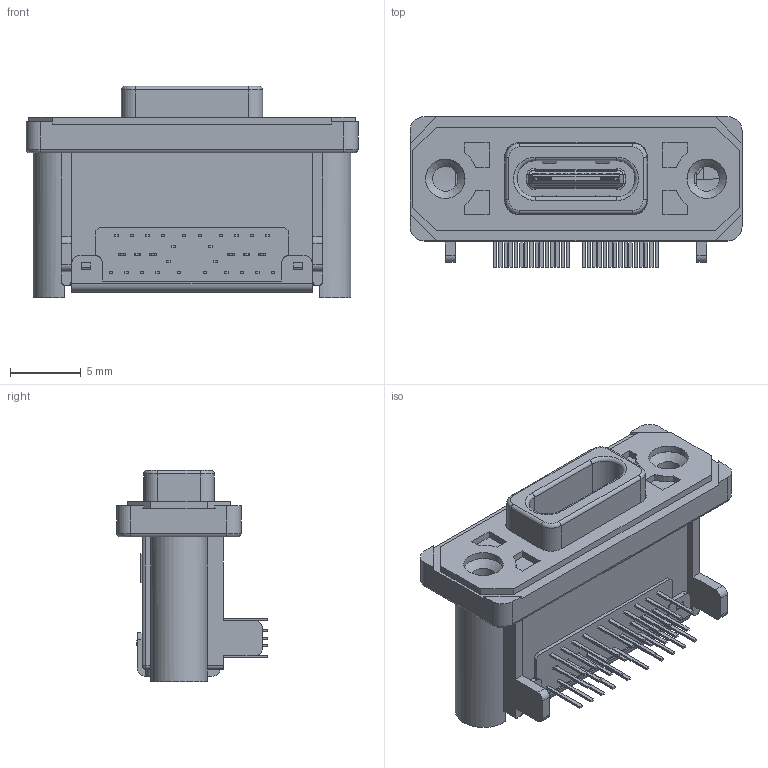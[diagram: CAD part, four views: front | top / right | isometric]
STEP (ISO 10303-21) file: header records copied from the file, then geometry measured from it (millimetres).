
FILE_DESCRIPTION(/* description */ (''),/* implementation_level */ '2;1');
FILE_NAME(/* name */ 'USB-C_Amphenol_MUSBR-M1C1-M0.step',/* time_stamp */ '2021-01-22T21:35:28+00:00',/* author */ (''),/* organization */ (''),/* preprocessor_version */ 'ST-DEVELOPER v18.1',/* originating_system */ 'Autodesk Translation Framework v9.7.1.1290',/* authorisation */ '');
FILE_SCHEMA (('AUTOMOTIVE_DESIGN { 1 0 10303 214 3 1 1 }'));
Length unit declared in the file: millimetre
Products named in the file (1): USB-C_Amphenol_MUSBR-M1C1-M0
Bounding box: 23.5 x 10.65 x 14.95 mm (x, y, z)
Volume: 1578.5 mm3; surface area: 1615.2 mm2
Topology: 1 solids, 1 shells, 897 faces, 2399 edges, 1567 vertices
Faces by surface type: plane 655, cylinder 152, bspline 66, torus 18, cone 4, sphere 2
Full cylindrical faces by diameter (mm): 1.778 x2, 2.8 x2
Entity records: 30486 total; most frequent: CARTESIAN_POINT 8096, ORIENTED_EDGE 4790, DIRECTION 4260, EDGE_CURVE 2395, LINE 1916, VECTOR 1916, VERTEX_POINT 1567, AXIS2_PLACEMENT_3D 1172
